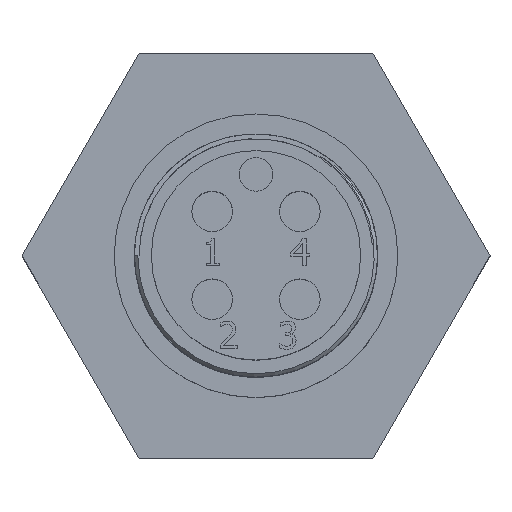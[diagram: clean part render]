
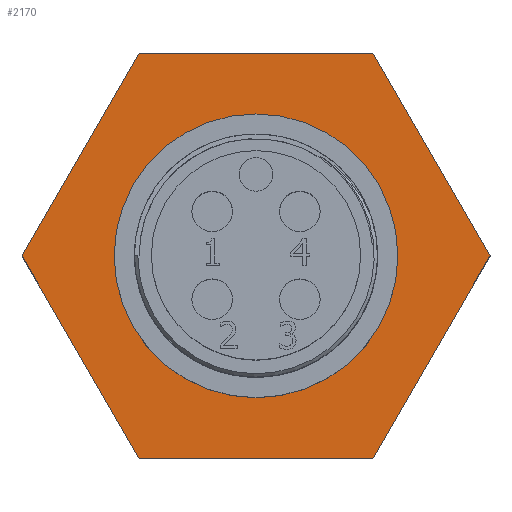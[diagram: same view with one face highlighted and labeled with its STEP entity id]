
A CAD part, top view. The second image highlights one B-rep face of the part: STEP entity #2170.
In plain terms, the highlighted planar face has unit normal (0, 0, 1).
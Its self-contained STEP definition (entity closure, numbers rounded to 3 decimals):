
#80=FACE_BOUND($,#487,.T.);
#115=CIRCLE($,#2294,10.5);
#201=PLANE($,#2297);
#324=FACE_OUTER_BOUND($,#486,.T.);
#486=EDGE_LOOP($,(#1999,#2000,#2001,#2002,#2003,#2004));
#487=EDGE_LOOP($,(#2005));
#649=LINE($,#5869,#826);
#652=LINE($,#5875,#829);
#655=LINE($,#5881,#832);
#658=LINE($,#5887,#835);
#662=LINE($,#5894,#839);
#664=LINE($,#5897,#841);
#826=VECTOR($,#2595,17.321);
#829=VECTOR($,#2600,17.321);
#832=VECTOR($,#2605,17.321);
#835=VECTOR($,#2610,17.321);
#839=VECTOR($,#2616,17.321);
#841=VECTOR($,#2620,17.321);
#1097=VERTEX_POINT($,#5866);
#1098=VERTEX_POINT($,#5868);
#1100=VERTEX_POINT($,#5874);
#1102=VERTEX_POINT($,#5880);
#1104=VERTEX_POINT($,#5886);
#1106=VERTEX_POINT($,#5892);
#1126=VERTEX_POINT($,#5965);
#1383=EDGE_CURVE($,#1098,#1097,#649,.T.);
#1386=EDGE_CURVE($,#1100,#1098,#652,.T.);
#1389=EDGE_CURVE($,#1102,#1100,#655,.T.);
#1392=EDGE_CURVE($,#1104,#1102,#658,.T.);
#1396=EDGE_CURVE($,#1097,#1106,#662,.T.);
#1398=EDGE_CURVE($,#1106,#1104,#664,.T.);
#1419=EDGE_CURVE($,#1126,#1126,#115,.T.);
#1999=ORIENTED_EDGE($,*,*,#1392,.T.);
#2000=ORIENTED_EDGE($,*,*,#1389,.T.);
#2001=ORIENTED_EDGE($,*,*,#1386,.T.);
#2002=ORIENTED_EDGE($,*,*,#1383,.T.);
#2003=ORIENTED_EDGE($,*,*,#1396,.T.);
#2004=ORIENTED_EDGE($,*,*,#1398,.T.);
#2005=ORIENTED_EDGE($,*,*,#1419,.T.);
#2170=ADVANCED_FACE($,(#324,#80),#201,.T.);
#2294=AXIS2_PLACEMENT_3D($,#5966,#2717,#2718);
#2297=AXIS2_PLACEMENT_3D($,#5969,#2723,#2724);
#2595=DIRECTION($,(0.5,-0.866,0.));
#2600=DIRECTION($,(-0.5,-0.866,0.));
#2605=DIRECTION($,(-1.,0.,0.));
#2610=DIRECTION($,(-0.5,0.866,0.));
#2616=DIRECTION($,(1.,0.,0.));
#2620=DIRECTION($,(0.5,0.866,0.));
#2717=DIRECTION('center_axis',(0.,0.,-1.));
#2718=DIRECTION('ref_axis',(-1.,0.,0.));
#2723=DIRECTION('center_axis',(0.,0.,1.));
#2724=DIRECTION('ref_axis',(1.,0.,0.));
#5866=CARTESIAN_POINT('',(-8.66,-15.,3.95));
#5868=CARTESIAN_POINT('',(-17.321,0.,3.95));
#5869=CARTESIAN_POINT($,(-15.155,-3.75,3.95));
#5874=CARTESIAN_POINT('',(-8.66,15.,3.95));
#5875=CARTESIAN_POINT($,(-10.825,11.25,3.95));
#5880=CARTESIAN_POINT('',(8.66,15.,3.95));
#5881=CARTESIAN_POINT($,(4.33,15.,3.95));
#5886=CARTESIAN_POINT('',(17.321,0.,3.95));
#5887=CARTESIAN_POINT($,(15.155,3.75,3.95));
#5892=CARTESIAN_POINT('',(8.66,-15.,3.95));
#5894=CARTESIAN_POINT($,(-4.33,-15.,3.95));
#5897=CARTESIAN_POINT($,(10.825,-11.25,3.95));
#5965=CARTESIAN_POINT('',(10.5,0.,3.95));
#5966=CARTESIAN_POINT('Origin',(0.,0.,3.95));
#5969=CARTESIAN_POINT('Origin',(0.,0.,
3.95));
